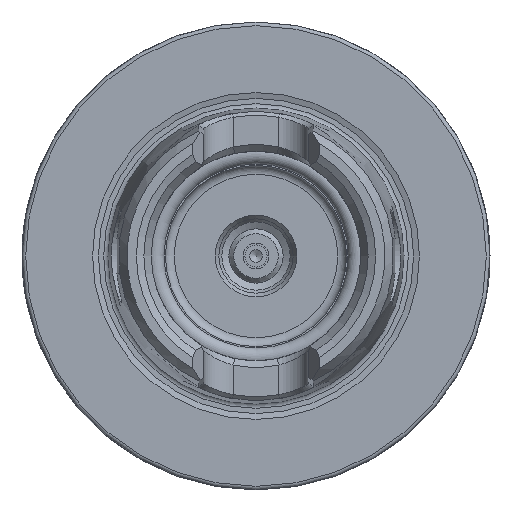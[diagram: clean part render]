
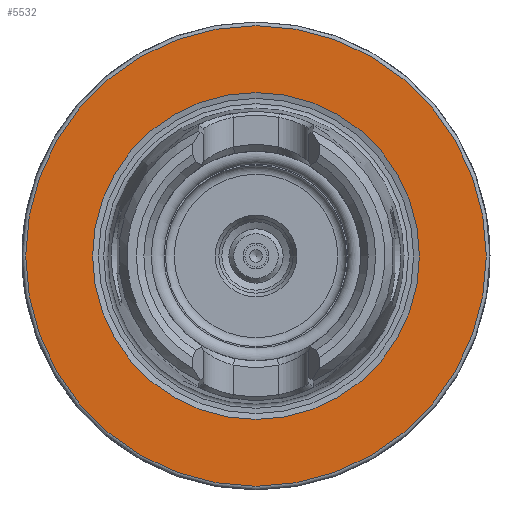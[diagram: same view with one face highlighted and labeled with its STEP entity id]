
A CAD part, left-side view. The second image highlights one B-rep face of the part: STEP entity #5532.
In plain terms, the highlighted planar face has unit normal (-1, 0, 0).
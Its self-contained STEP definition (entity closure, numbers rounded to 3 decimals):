
#5498=CARTESIAN_POINT('',(0.0,22.,0.0));
#5499=VERTEX_POINT('',#5498);
#5500=CARTESIAN_POINT('',(0.0,0.,0.0));
#5501=DIRECTION('',(1.0,0.0,0.0));
#5502=DIRECTION('',(0.0,1.0,0.0));
#5503=AXIS2_PLACEMENT_3D('',#5500,#5501,#5502);
#5504=CIRCLE('',#5503,22.);
#5505=EDGE_CURVE('',#5499,#5499,#5504,.T.);
#5513=CARTESIAN_POINT('',(0.0,26.5,0.0));
#5514=DIRECTION('',(-1.0,0.0,0.0));
#5515=DIRECTION('',(0.0,0.0,1.0));
#5516=AXIS2_PLACEMENT_3D('',#5513,#5514,#5515);
#5517=PLANE('',#5516);
#5518=CARTESIAN_POINT('',(0.0,31.,0.0));
#5519=VERTEX_POINT('',#5518);
#5520=CARTESIAN_POINT('',(0.0,0.,0.0));
#5521=DIRECTION('',(1.0,0.0,0.0));
#5522=DIRECTION('',(0.0,1.0,0.0));
#5523=AXIS2_PLACEMENT_3D('',#5520,#5521,#5522);
#5524=CIRCLE('',#5523,31.);
#5525=EDGE_CURVE('',#5519,#5519,#5524,.T.);
#5526=ORIENTED_EDGE('',*,*,#5525,.F.);
#5527=EDGE_LOOP('',(#5526));
#5528=FACE_OUTER_BOUND('',#5527,.T.);
#5529=ORIENTED_EDGE('',*,*,#5505,.T.);
#5530=EDGE_LOOP('',(#5529));
#5531=FACE_BOUND('',#5530,.T.);
#5532=ADVANCED_FACE('',(#5528,#5531),#5517,.T.);
